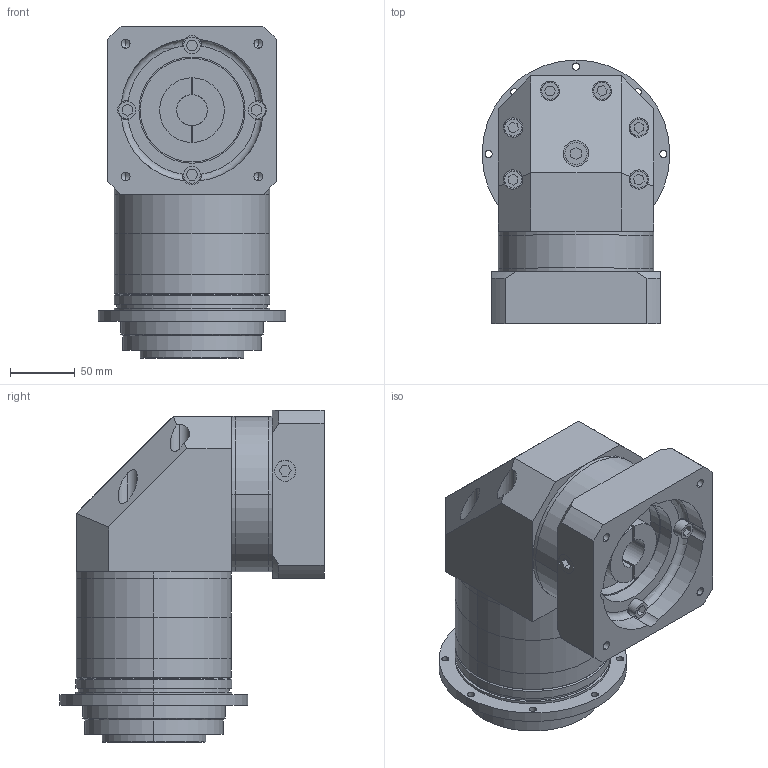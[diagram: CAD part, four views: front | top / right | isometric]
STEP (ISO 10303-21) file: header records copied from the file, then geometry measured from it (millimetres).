
FILE_DESCRIPTION (( 'STEP AP214' ), '1' );
FILE_NAME ('VGZH110三级模型（24-55 110-5 4-9-145）.STEP', '2019-01-10T08:47:25', ( 'Windows' ), ( 'Microsoft' ), 'SwSTEP 2.0', 'SolidWorks 2016', '' );
FILE_SCHEMA (( 'AUTOMOTIVE_DESIGN' ));
Length unit declared in the file: millimetre
Products named in the file (1): VGZH110三级模型（24-55 110-5 4-9-145）
Bounding box: 145 x 204 x 256.5 mm (x, y, z)
Volume: 3385221.8 mm3; surface area: 417758.7 mm2
Topology: 17 solids, 17 shells, 379 faces, 887 edges, 559 vertices
Faces by surface type: plane 175, cylinder 156, cone 40, torus 8
Entity records: 11594 total; most frequent: CARTESIAN_POINT 2046, DIRECTION 1903, ORIENTED_EDGE 1714, EDGE_CURVE 857, AXIS2_PLACEMENT_3D 704, VERTEX_POINT 559, LINE 495, VECTOR 495
